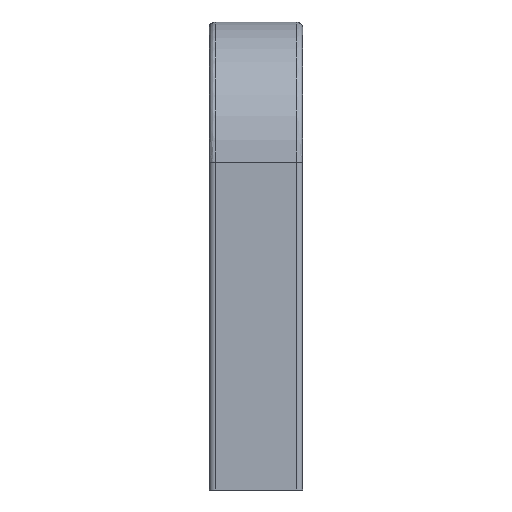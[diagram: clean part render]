
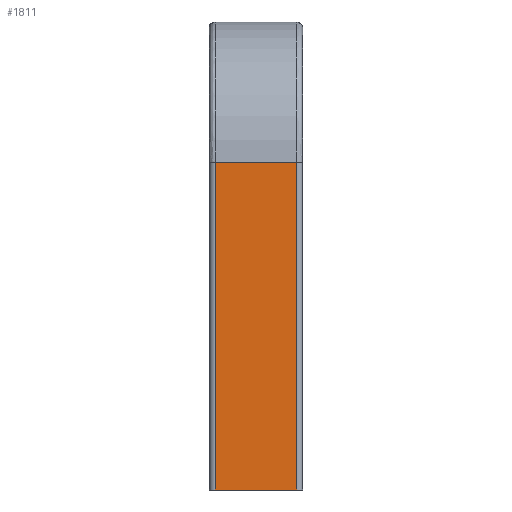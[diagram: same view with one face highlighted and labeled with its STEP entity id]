
A CAD part, left-side view. The second image highlights one B-rep face of the part: STEP entity #1811.
In plain terms, the highlighted free-form (B-spline) face has degree [1, 1] with [2, 2] control points.
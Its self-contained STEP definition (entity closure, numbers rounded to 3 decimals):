
#1271=CARTESIAN_POINT('',(-48.5,3.5,28.0));
#1272=VERTEX_POINT('',#1271);
#1488=CARTESIAN_POINT('',(-48.5,-3.5,28.0));
#1489=VERTEX_POINT('',#1488);
#1536=CARTESIAN_POINT('',(-48.5,3.5,28.0));
#1537=CARTESIAN_POINT('',(-48.5,-3.5,28.0));
#1538=QUASI_UNIFORM_CURVE('',1,(#1536,#1537),.UNSPECIFIED.,.F.,.U.);
#1539=EDGE_CURVE('',#1272,#1489,#1538,.T.);
#1566=CARTESIAN_POINT('',(-48.5,3.5,0.0));
#1567=VERTEX_POINT('',#1566);
#1581=CARTESIAN_POINT('',(-48.5,3.5,0.0));
#1582=CARTESIAN_POINT('',(-48.5,3.5,28.0));
#1583=QUASI_UNIFORM_CURVE('',1,(#1581,#1582),.UNSPECIFIED.,.F.,.U.);
#1584=EDGE_CURVE('',#1567,#1272,#1583,.T.);
#1773=CARTESIAN_POINT('',(-48.5,-3.5,0.0));
#1774=VERTEX_POINT('',#1773);
#1775=CARTESIAN_POINT('',(-48.5,-3.5,0.0));
#1776=CARTESIAN_POINT('',(-48.5,-3.5,28.0));
#1777=QUASI_UNIFORM_CURVE('',1,(#1775,#1776),.UNSPECIFIED.,.F.,.U.);
#1778=EDGE_CURVE('',#1774,#1489,#1777,.T.);
#1796=CARTESIAN_POINT('',(-48.5,-3.85,-1.399));
#1797=CARTESIAN_POINT('',(-48.5,-3.85,29.399));
#1798=CARTESIAN_POINT('',(-48.5,3.85,-1.399));
#1799=CARTESIAN_POINT('',(-48.5,3.85,29.399));
#1800=B_SPLINE_SURFACE_WITH_KNOTS('',1,1,((#1796,#1798),(#1797,#1799)),.UNSPECIFIED.,.F.,.F.,.U.,(2,2),(2,2),(0.0,30.797),(0.0,7.699),.UNSPECIFIED.);
#1801=ORIENTED_EDGE('',*,*,#1778,.T.);
#1802=ORIENTED_EDGE('',*,*,#1539,.F.);
#1803=ORIENTED_EDGE('',*,*,#1584,.F.);
#1804=CARTESIAN_POINT('',(-48.5,3.5,0.0));
#1805=CARTESIAN_POINT('',(-48.5,-3.5,0.0));
#1806=QUASI_UNIFORM_CURVE('',1,(#1804,#1805),.UNSPECIFIED.,.F.,.U.);
#1807=EDGE_CURVE('',#1567,#1774,#1806,.T.);
#1808=ORIENTED_EDGE('',*,*,#1807,.T.);
#1809=EDGE_LOOP('',(#1801,#1802,#1803,#1808));
#1810=FACE_OUTER_BOUND('',#1809,.T.);
#1811=ADVANCED_FACE('',(#1810),#1800,.T.);
